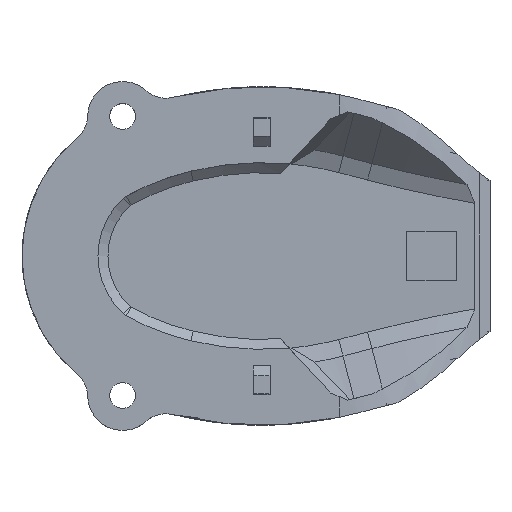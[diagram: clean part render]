
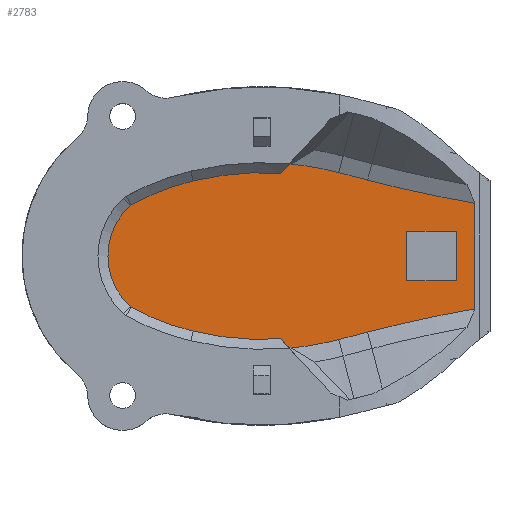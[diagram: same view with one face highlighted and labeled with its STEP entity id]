
A CAD part, top view. The second image highlights one B-rep face of the part: STEP entity #2783.
In plain terms, the highlighted planar face has unit normal (0, 0, 1).
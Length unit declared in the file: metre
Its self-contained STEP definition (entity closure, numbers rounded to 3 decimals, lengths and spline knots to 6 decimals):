
#97=PLANE('',#3052);
#213=B_SPLINE_CURVE_WITH_KNOTS('',3,(#5602,#5603,#5604,#5605),
 .UNSPECIFIED.,.F.,.F.,(4,4),(0.,1.),.UNSPECIFIED.);
#214=B_SPLINE_CURVE_WITH_KNOTS('',3,(#5618,#5619,#5620,#5621),
 .UNSPECIFIED.,.F.,.F.,(4,4),(0.,1.),.UNSPECIFIED.);
#374=CIRCLE('',#3053,0.03047);
#375=CIRCLE('',#3054,0.131621);
#376=CIRCLE('',#3055,0.131621);
#377=CIRCLE('',#3056,0.03047);
#378=CIRCLE('',#3057,0.02947);
#379=CIRCLE('',#3058,0.025576);
#380=CIRCLE('',#3059,0.000436);
#381=CIRCLE('',#3060,0.006879);
#382=CIRCLE('',#3061,0.000436);
#383=CIRCLE('',#3062,0.025584);
#384=CIRCLE('',#3063,0.02947);
#864=ORIENTED_EDGE('',*,*,#1579,.T.);
#865=ORIENTED_EDGE('',*,*,#1580,.T.);
#866=ORIENTED_EDGE('',*,*,#1581,.T.);
#867=ORIENTED_EDGE('',*,*,#1582,.T.);
#868=ORIENTED_EDGE('',*,*,#1583,.T.);
#869=ORIENTED_EDGE('',*,*,#1446,.T.);
#870=ORIENTED_EDGE('',*,*,#1584,.T.);
#871=ORIENTED_EDGE('',*,*,#1585,.T.);
#872=ORIENTED_EDGE('',*,*,#1586,.T.);
#873=ORIENTED_EDGE('',*,*,#1587,.T.);
#874=ORIENTED_EDGE('',*,*,#1588,.T.);
#875=ORIENTED_EDGE('',*,*,#1589,.T.);
#876=ORIENTED_EDGE('',*,*,#1590,.T.);
#877=ORIENTED_EDGE('',*,*,#1591,.T.);
#878=ORIENTED_EDGE('',*,*,#1592,.T.);
#879=ORIENTED_EDGE('',*,*,#1593,.T.);
#880=ORIENTED_EDGE('',*,*,#1594,.T.);
#881=ORIENTED_EDGE('',*,*,#1595,.T.);
#882=ORIENTED_EDGE('',*,*,#1407,.F.);
#883=ORIENTED_EDGE('',*,*,#1345,.T.);
#884=ORIENTED_EDGE('',*,*,#1410,.F.);
#885=ORIENTED_EDGE('',*,*,#1417,.F.);
#1345=EDGE_CURVE('',#1779,#1777,#2034,.T.);
#1407=EDGE_CURVE('',#1779,#1822,#2056,.T.);
#1410=EDGE_CURVE('',#1826,#1777,#2059,.T.);
#1417=EDGE_CURVE('',#1822,#1826,#2066,.T.);
#1446=EDGE_CURVE('',#1850,#1849,#2074,.T.);
#1579=EDGE_CURVE('',#1941,#1942,#2096,.F.);
#1580=EDGE_CURVE('',#1942,#1943,#213,.T.);
#1581=EDGE_CURVE('',#1943,#1944,#374,.T.);
#1582=EDGE_CURVE('',#1944,#1945,#2097,.T.);
#1583=EDGE_CURVE('',#1945,#1850,#375,.F.);
#1584=EDGE_CURVE('',#1849,#1946,#376,.F.);
#1585=EDGE_CURVE('',#1946,#1947,#2098,.T.);
#1586=EDGE_CURVE('',#1947,#1948,#377,.T.);
#1587=EDGE_CURVE('',#1948,#1949,#214,.T.);
#1588=EDGE_CURVE('',#1949,#1950,#2099,.T.);
#1589=EDGE_CURVE('',#1950,#1951,#378,.T.);
#1590=EDGE_CURVE('',#1951,#1952,#379,.T.);
#1591=EDGE_CURVE('',#1952,#1953,#380,.T.);
#1592=EDGE_CURVE('',#1953,#1954,#381,.T.);
#1593=EDGE_CURVE('',#1954,#1955,#382,.T.);
#1594=EDGE_CURVE('',#1955,#1956,#383,.T.);
#1595=EDGE_CURVE('',#1956,#1941,#384,.T.);
#1777=VERTEX_POINT('',#4032);
#1779=VERTEX_POINT('',#4035);
#1822=VERTEX_POINT('',#4350);
#1826=VERTEX_POINT('',#4360);
#1849=VERTEX_POINT('',#4571);
#1850=VERTEX_POINT('',#4573);
#1941=VERTEX_POINT('',#5600);
#1942=VERTEX_POINT('',#5601);
#1943=VERTEX_POINT('',#5606);
#1944=VERTEX_POINT('',#5608);
#1945=VERTEX_POINT('',#5610);
#1946=VERTEX_POINT('',#5613);
#1947=VERTEX_POINT('',#5615);
#1948=VERTEX_POINT('',#5617);
#1949=VERTEX_POINT('',#5622);
#1950=VERTEX_POINT('',#5624);
#1951=VERTEX_POINT('',#5626);
#1952=VERTEX_POINT('',#5628);
#1953=VERTEX_POINT('',#5630);
#1954=VERTEX_POINT('',#5632);
#1955=VERTEX_POINT('',#5634);
#1956=VERTEX_POINT('',#5636);
#2034=LINE('',#4034,#2181);
#2056=LINE('',#4355,#2203);
#2059=LINE('',#4361,#2206);
#2066=LINE('',#4375,#2213);
#2074=LINE('',#4572,#2221);
#2096=LINE('',#5599,#2243);
#2097=LINE('',#5609,#2244);
#2098=LINE('',#5614,#2245);
#2099=LINE('',#5623,#2246);
#2181=VECTOR('',#3248,1.);
#2203=VECTOR('',#3356,1.);
#2206=VECTOR('',#3361,1.);
#2213=VECTOR('',#3376,1.);
#2221=VECTOR('',#3414,1.);
#2243=VECTOR('',#3590,1.);
#2244=VECTOR('',#3593,1.);
#2245=VECTOR('',#3598,1.);
#2246=VECTOR('',#3601,1.);
#2390=EDGE_LOOP('',(#864,#865,#866,#867,#868,#869,#870,#871,#872,#873,#874,
#875,#876,#877,#878,#879,#880,#881));
#2391=EDGE_LOOP('',(#882,#883,#884,#885));
#2569=FACE_BOUND('',#2390,.T.);
#2570=FACE_BOUND('',#2391,.T.);
#2783=ADVANCED_FACE('',(#2569,#2570),#97,.T.);
#3052=AXIS2_PLACEMENT_3D('',#5598,#3588,#3589);
#3053=AXIS2_PLACEMENT_3D('',#5607,#3591,#3592);
#3054=AXIS2_PLACEMENT_3D('',#5611,#3594,#3595);
#3055=AXIS2_PLACEMENT_3D('',#5612,#3596,#3597);
#3056=AXIS2_PLACEMENT_3D('',#5616,#3599,#3600);
#3057=AXIS2_PLACEMENT_3D('',#5625,#3602,#3603);
#3058=AXIS2_PLACEMENT_3D('',#5627,#3604,#3605);
#3059=AXIS2_PLACEMENT_3D('',#5629,#3606,#3607);
#3060=AXIS2_PLACEMENT_3D('',#5631,#3608,#3609);
#3061=AXIS2_PLACEMENT_3D('',#5633,#3610,#3611);
#3062=AXIS2_PLACEMENT_3D('',#5635,#3612,#3613);
#3063=AXIS2_PLACEMENT_3D('',#5637,#3614,#3615);
#3248=DIRECTION('',(1.,0.,0.));
#3356=DIRECTION('',(0.,-1.,0.));
#3361=DIRECTION('',(0.,1.,0.));
#3376=DIRECTION('',(1.,0.,0.));
#3414=DIRECTION('',(0.,1.,0.));
#3588=DIRECTION('',(0.,0.,1.));
#3589=DIRECTION('',(1.,0.,0.));
#3590=DIRECTION('',(-0.678,0.735,0.));
#3591=DIRECTION('',(0.,0.,1.));
#3592=DIRECTION('',(1.,0.,0.));
#3593=DIRECTION('',(0.968,0.252,0.));
#3594=DIRECTION('',(0.,0.,1.));
#3595=DIRECTION('',(1.,0.,0.));
#3596=DIRECTION('',(0.,0.,1.));
#3597=DIRECTION('',(1.,0.,0.));
#3598=DIRECTION('',(-0.968,0.252,0.));
#3599=DIRECTION('',(0.,0.,1.));
#3600=DIRECTION('',(1.,0.,0.));
#3601=DIRECTION('',(-0.678,-0.735,0.));
#3602=DIRECTION('',(0.,0.,1.));
#3603=DIRECTION('',(1.,0.,0.));
#3604=DIRECTION('',(0.,0.,1.));
#3605=DIRECTION('',(1.,0.,0.));
#3606=DIRECTION('',(0.,0.,1.));
#3607=DIRECTION('',(1.,0.,0.));
#3608=DIRECTION('',(0.,0.,1.));
#3609=DIRECTION('',(1.,0.,0.));
#3610=DIRECTION('',(0.,0.,1.));
#3611=DIRECTION('',(1.,0.,0.));
#3612=DIRECTION('',(0.,0.,1.));
#3613=DIRECTION('',(1.,0.,0.));
#3614=DIRECTION('',(0.,0.,1.));
#3615=DIRECTION('',(1.,0.,0.));
#4032=CARTESIAN_POINT('',(0.0185,0.0025,-0.0095));
#4034=CARTESIAN_POINT('',(0.012936,0.0025,-0.0095));
#4035=CARTESIAN_POINT('',(0.0145,0.0025,-0.0095));
#4350=CARTESIAN_POINT('',(0.0145,-0.0025,-0.0095));
#4355=CARTESIAN_POINT('',(0.0145,-0.0017,-0.0095));
#4360=CARTESIAN_POINT('',(0.0185,-0.0025,-0.0095));
#4361=CARTESIAN_POINT('',(0.0185,-0.0025,-0.0095));
#4375=CARTESIAN_POINT('',(0.0145,-0.0025,-0.0095));
#4571=CARTESIAN_POINT('',(0.021345,0.005298,-0.0095));
#4572=CARTESIAN_POINT('',(0.021345,-0.006313,-0.0095));
#4573=CARTESIAN_POINT('',(0.021345,-0.005298,-0.0095));
#5598=CARTESIAN_POINT('',(0.,0.,-0.0095));
#5599=CARTESIAN_POINT('',(0.005216,-0.011952,-0.0095));
#5600=CARTESIAN_POINT('',(0.001851,-0.008305,-0.0095));
#5601=CARTESIAN_POINT('',(0.002536,-0.009047,-0.0095));
#5602=CARTESIAN_POINT('',(0.002536,-0.009047,-0.0095));
#5603=CARTESIAN_POINT('',(0.002661,-0.009106,-0.0095));
#5604=CARTESIAN_POINT('',(0.002786,-0.009165,-0.0095));
#5605=CARTESIAN_POINT('',(0.002911,-0.009224,-0.0095));
#5606=CARTESIAN_POINT('',(0.002911,-0.009224,-0.0095));
#5607=CARTESIAN_POINT('',(0.,0.021106,-0.0095));
#5608=CARTESIAN_POINT('',(0.007677,-0.00838,-0.0095));
#5609=CARTESIAN_POINT('',(0.002531,-0.00972,-0.0095));
#5610=CARTESIAN_POINT('',(0.01058,-0.007625,-0.0095));
#5611=CARTESIAN_POINT('',(0.043741,-0.135,-0.0095));
#5612=CARTESIAN_POINT('',(0.043741,0.135,-0.0095));
#5613=CARTESIAN_POINT('',(0.01058,0.007625,-0.0095));
#5614=CARTESIAN_POINT('',(0.002531,0.00972,-0.0095));
#5615=CARTESIAN_POINT('',(0.007677,0.00838,-0.0095));
#5616=CARTESIAN_POINT('',(0.,-0.021106,-0.0095));
#5617=CARTESIAN_POINT('',(0.002911,0.009224,-0.0095));
#5618=CARTESIAN_POINT('',(0.002911,0.009224,-0.0095));
#5619=CARTESIAN_POINT('',(0.002786,0.009165,-0.0095));
#5620=CARTESIAN_POINT('',(0.002661,0.009106,-0.0095));
#5621=CARTESIAN_POINT('',(0.002536,0.009047,-0.0095));
#5622=CARTESIAN_POINT('',(0.002536,0.009047,-0.0095));
#5623=CARTESIAN_POINT('',(0.005216,0.011952,-0.0095));
#5624=CARTESIAN_POINT('',(0.001851,0.008305,-0.0095));
#5625=CARTESIAN_POINT('',(0.,-0.021106,-0.0095));
#5626=CARTESIAN_POINT('',(-0.006924,0.007538,-0.0095));
#5627=CARTESIAN_POINT('',(-0.000915,-0.017322,-0.0095));
#5628=CARTESIAN_POINT('',(-0.013152,0.005137,-0.0095));
#5629=CARTESIAN_POINT('',(-0.012943,0.004754,-0.0095));
#5630=CARTESIAN_POINT('',(-0.013237,0.005076,-0.0095));
#5631=CARTESIAN_POINT('',(-0.008595,0.,-0.0095));
#5632=CARTESIAN_POINT('',(-0.013236,-0.005077,-0.0095));
#5633=CARTESIAN_POINT('',(-0.012943,-0.004755,-0.0095));
#5634=CARTESIAN_POINT('',(-0.013151,-0.005138,-0.0095));
#5635=CARTESIAN_POINT('',(-0.000913,0.017329,-0.0095));
#5636=CARTESIAN_POINT('',(-0.006924,-0.007538,-0.0095));
#5637=CARTESIAN_POINT('',(0.,0.021106,-0.0095));
